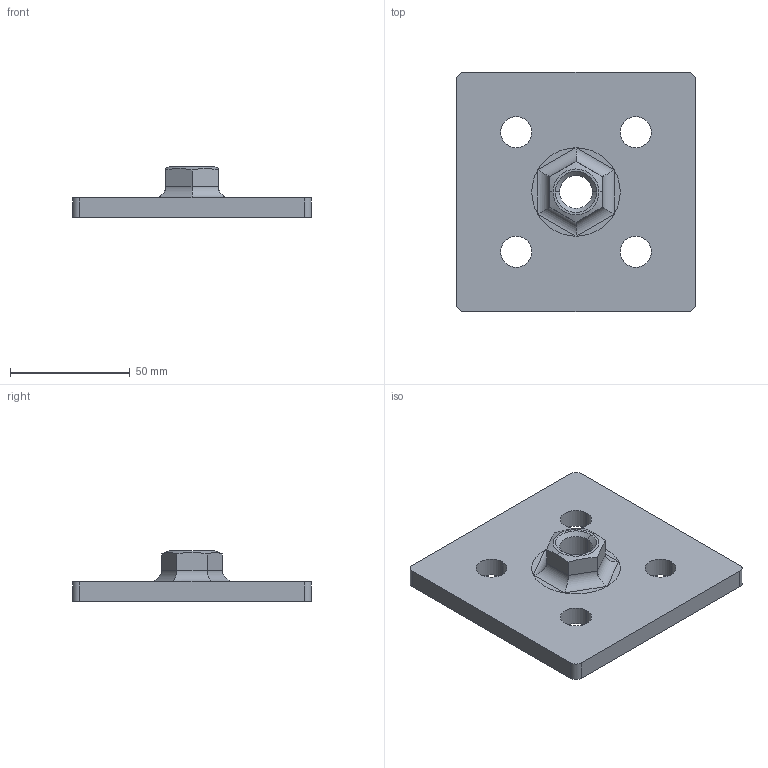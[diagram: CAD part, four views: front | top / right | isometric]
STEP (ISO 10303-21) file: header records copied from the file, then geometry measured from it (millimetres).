
FILE_DESCRIPTION (( 'STEP AP203' ), '1' );
FILE_NAME ('AL-100100SP Îïîðíàÿ ïëèòà ñòàëüíàÿ 100õ100 Ì16.STEP', '2025-09-11T06:05:22', ( '' ), ( '' ), 'SwSTEP 2.0', 'SolidWorks 2021', '' );
FILE_SCHEMA (( 'CONFIG_CONTROL_DESIGN' ));
Length unit declared in the file: millimetre
Products named in the file (4): AL-100100SP Îïîðíàÿ ïëèòà ñòàëüíàÿ 100õ100 Ì16; AL-100100SP Îïîðíàÿ ïëèòà ñòàëüíàÿ 100õ100 Ì16_00; ﾃﾎﾑﾒ 15521-70_Βｩｪ M16 ヮ葬 15521-70; Ñâàðíîé øîâ ãàéêè ÃÎÑÒ 15521-70_ƒ ©ª  M16 ƒŽ‘’ 15521-70
Assembly tree (3 placements, depth 2):
  AL-100100SP Îïîðíàÿ ïëèòà ñòàëüíàÿ 100õ100 Ì16
    AL-100100SP Îïîðíàÿ ïëèòà ñòàëüíàÿ 100õ100 Ì16_00
    ﾃﾎﾑﾒ 15521-70_Βｩｪ M16 ヮ葬 15521-70
    Ñâàðíîé øîâ ãàéêè ÃÎÑÒ 15521-70_ƒ ©ª  M16 ƒŽ‘’ 15521-70
Bounding box: 100 x 100 x 21 mm (x, y, z)
Volume: 81795.2 mm3; surface area: 28129.8 mm2
Topology: 3 solids, 3 shells, 51 faces, 128 edges, 84 vertices
Faces by surface type: cylinder 26, plane 17, cone 8
Entity records: 2076 total; most frequent: CARTESIAN_POINT 415, DIRECTION 268, ORIENTED_EDGE 256, EDGE_CURVE 128, AXIS2_PLACEMENT_3D 105, VERTEX_POINT 84, EDGE_LOOP 66, VECTOR 58
